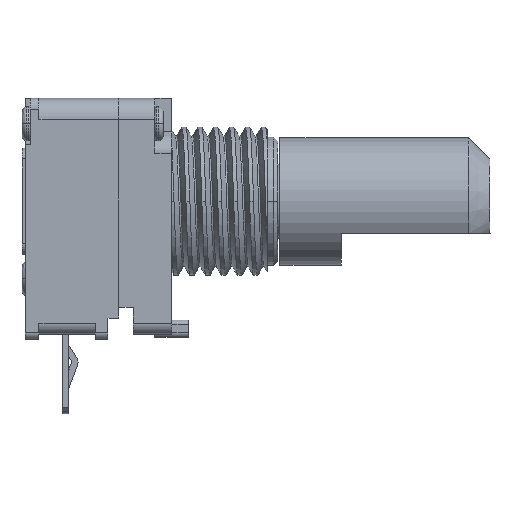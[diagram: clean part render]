
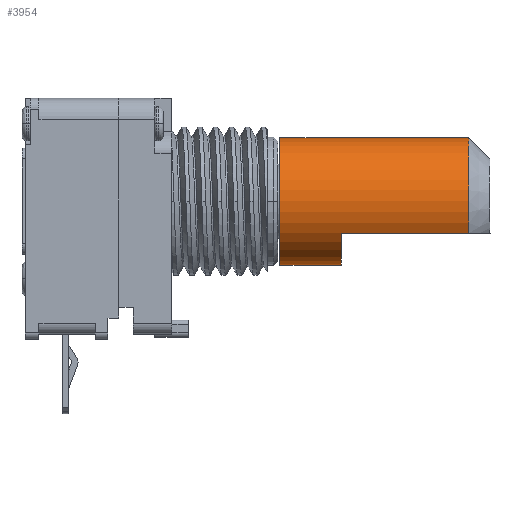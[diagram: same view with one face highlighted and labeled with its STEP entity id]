
A CAD part, left-side view. The second image highlights one B-rep face of the part: STEP entity #3954.
In plain terms, the highlighted cylindrical face has radius 3 mm (diameter 6 mm), a partial arc.
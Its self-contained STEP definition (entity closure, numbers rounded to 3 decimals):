
#332 = DIRECTION ( 'NONE',  ( 0., 1., 0. ) ) ;
#429 = CARTESIAN_POINT ( 'NONE',  ( 0., -8., 6.5 ) ) ;
#532 = CARTESIAN_POINT ( 'NONE',  ( -2.598, 4.646, 5. ) ) ;
#595 = AXIS2_PLACEMENT_3D ( 'NONE', #3874, #3113, #5964 ) ;
#956 = FACE_OUTER_BOUND ( 'NONE', #2663, .T. ) ;
#1209 = DIRECTION ( 'NONE',  ( 0., 0., 1. ) ) ;
#1514 = CARTESIAN_POINT ( 'NONE',  ( 0., -5.1, 3.5 ) ) ;
#1546 = CIRCLE ( 'NONE', #9451, 3. ) ;
#1659 = EDGE_CURVE ( 'NONE', #8403, #2073, #6748, .T. ) ;
#1757 = DIRECTION ( 'NONE',  ( 0., 1., 0. ) ) ;
#1858 = DIRECTION ( 'NONE',  ( 0., 0., 1. ) ) ;
#2014 = CARTESIAN_POINT ( 'NONE',  ( 0., -8., 3.5 ) ) ;
#2073 = VERTEX_POINT ( 'NONE', #6612 ) ;
#2129 = CARTESIAN_POINT ( 'NONE',  ( 0., -5.1, 9.5 ) ) ;
#2515 = ORIENTED_EDGE ( 'NONE', *, *, #1659, .T. ) ;
#2663 = EDGE_LOOP ( 'NONE', ( #4697, #4951, #2515, #8107, #4097, #4198 ) ) ;
#2795 = LINE ( 'NONE', #532, #5266 ) ;
#2947 = DIRECTION ( 'NONE',  ( 0., 1., 0. ) ) ;
#3113 = DIRECTION ( 'NONE',  ( 0., -1., 0. ) ) ;
#3671 = LINE ( 'NONE', #4296, #6187 ) ;
#3874 = CARTESIAN_POINT ( 'NONE',  ( 0., -5.1, 6.5 ) ) ;
#3954 = ADVANCED_FACE ( 'NONE', ( #956 ), #5438, .T. ) ;
#4097 = ORIENTED_EDGE ( 'NONE', *, *, #6049, .T. ) ;
#4198 = ORIENTED_EDGE ( 'NONE', *, *, #7642, .T. ) ;
#4296 = CARTESIAN_POINT ( 'NONE',  ( 0., 4.646, 9.5 ) ) ;
#4530 = VERTEX_POINT ( 'NONE', #2129 ) ;
#4596 = CARTESIAN_POINT ( 'NONE',  ( -2.598, -8., 5. ) ) ;
#4630 = CIRCLE ( 'NONE', #595, 3. ) ;
#4697 = ORIENTED_EDGE ( 'NONE', *, *, #8285, .T. ) ;
#4951 = ORIENTED_EDGE ( 'NONE', *, *, #6956, .T. ) ;
#5266 = VECTOR ( 'NONE', #5746, 1000. ) ;
#5438 = CYLINDRICAL_SURFACE ( 'NONE', #9356, 3. ) ;
#5746 = DIRECTION ( 'NONE',  ( 0., -1., 0. ) ) ;
#5964 = DIRECTION ( 'NONE',  ( 0., 0., 1. ) ) ;
#6039 = VERTEX_POINT ( 'NONE', #4596 ) ;
#6049 = EDGE_CURVE ( 'NONE', #4530, #7064, #4630, .T. ) ;
#6187 = VECTOR ( 'NONE', #2947, 1000. ) ;
#6365 = CARTESIAN_POINT ( 'NONE',  ( -2.598, -14., 5. ) ) ;
#6575 = EDGE_CURVE ( 'NONE', #2073, #4530, #3671, .T. ) ;
#6612 = CARTESIAN_POINT ( 'NONE',  ( 0., -14., 9.5 ) ) ;
#6645 = VECTOR ( 'NONE', #7993, 1000. ) ;
#6748 = CIRCLE ( 'NONE', #7678, 3. ) ;
#6943 = VERTEX_POINT ( 'NONE', #2014 ) ;
#6956 = EDGE_CURVE ( 'NONE', #6039, #8403, #2795, .T. ) ;
#7063 = DIRECTION ( 'NONE',  ( 0., 0., 1. ) ) ;
#7064 = VERTEX_POINT ( 'NONE', #1514 ) ;
#7212 = LINE ( 'NONE', #8773, #6645 ) ;
#7642 = EDGE_CURVE ( 'NONE', #7064, #6943, #7212, .T. ) ;
#7678 = AXIS2_PLACEMENT_3D ( 'NONE', #9496, #9442, #7063 ) ;
#7993 = DIRECTION ( 'NONE',  ( 0., -1., 0. ) ) ;
#8107 = ORIENTED_EDGE ( 'NONE', *, *, #6575, .T. ) ;
#8285 = EDGE_CURVE ( 'NONE', #6943, #6039, #1546, .T. ) ;
#8401 = CARTESIAN_POINT ( 'NONE',  ( 0., 4.646, 6.5 ) ) ;
#8403 = VERTEX_POINT ( 'NONE', #6365 ) ;
#8773 = CARTESIAN_POINT ( 'NONE',  ( 0., 4.646, 3.5 ) ) ;
#9356 = AXIS2_PLACEMENT_3D ( 'NONE', #8401, #1757, #1858 ) ;
#9442 = DIRECTION ( 'NONE',  ( 0., 1., 0. ) ) ;
#9451 = AXIS2_PLACEMENT_3D ( 'NONE', #429, #332, #1209 ) ;
#9496 = CARTESIAN_POINT ( 'NONE',  ( 0., -14., 6.5 ) ) ;
